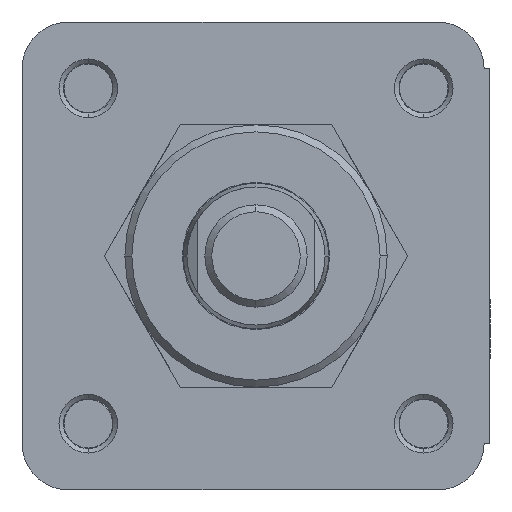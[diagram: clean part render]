
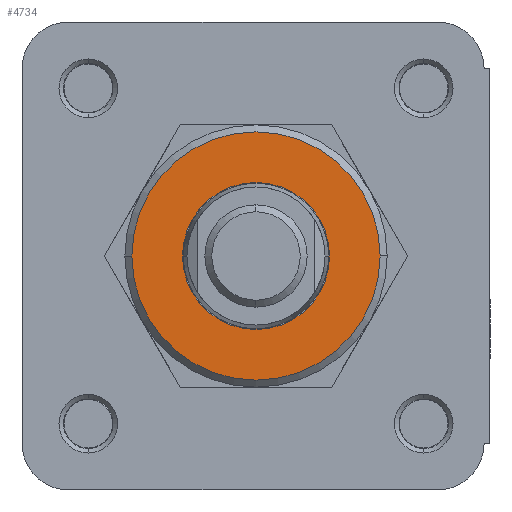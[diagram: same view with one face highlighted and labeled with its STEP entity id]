
A CAD part, left-side view. The second image highlights one B-rep face of the part: STEP entity #4734.
In plain terms, the highlighted planar face has unit normal (-1, 0, 0).
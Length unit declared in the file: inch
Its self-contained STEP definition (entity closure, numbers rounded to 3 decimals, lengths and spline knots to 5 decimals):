
#10 = AXIS2_PLACEMENT_3D ( 'NONE', #12201, #5347, #13337 ) ;
#524 = DIRECTION ( 'NONE',  ( 0., 1., 0. ) ) ;
#823 = VERTEX_POINT ( 'NONE', #9948 ) ;
#831 = VERTEX_POINT ( 'NONE', #11000 ) ;
#1460 = EDGE_CURVE ( 'NONE', #6663, #831, #7993, .T. ) ;
#1558 = CARTESIAN_POINT ( 'NONE',  ( -0.615, 0., 0. ) ) ;
#2085 = AXIS2_PLACEMENT_3D ( 'NONE', #10686, #3870, #11848 ) ;
#2223 = ORIENTED_EDGE ( 'NONE', *, *, #12277, .F. ) ;
#2684 = EDGE_CURVE ( 'NONE', #823, #14268, #9022, .T. ) ;
#2738 = DIRECTION ( 'NONE',  ( 0., 0., -1. ) ) ;
#3113 = CARTESIAN_POINT ( 'NONE',  ( -0.615, 0., 0. ) ) ;
#3870 = DIRECTION ( 'NONE',  ( 1., 0., 0. ) ) ;
#4263 = DIRECTION ( 'NONE',  ( 0., 0., -1. ) ) ;
#4414 = AXIS2_PLACEMENT_3D ( 'NONE', #14239, #7420, #524 ) ;
#4734 = ADVANCED_FACE ( 'NONE', ( #11891, #11508 ), #14058, .F. ) ;
#5347 = DIRECTION ( 'NONE',  ( 1., 0., 0. ) ) ;
#5968 = CARTESIAN_POINT ( 'NONE',  ( -0.615, 0., 0.314 ) ) ;
#6663 = VERTEX_POINT ( 'NONE', #5968 ) ;
#6855 = EDGE_CURVE ( 'NONE', #831, #6663, #9690, .T. ) ;
#7048 = AXIS2_PLACEMENT_3D ( 'NONE', #3113, #11101, #4263 ) ;
#7420 = DIRECTION ( 'NONE',  ( 1., 0., 0. ) ) ;
#7580 = EDGE_LOOP ( 'NONE', ( #10169, #10037 ) ) ;
#7993 = CIRCLE ( 'NONE', #7048, 0.314 ) ;
#9022 = CIRCLE ( 'NONE', #2085, 0.5305 ) ;
#9582 = DIRECTION ( 'NONE',  ( 1., 0., 0. ) ) ;
#9690 = CIRCLE ( 'NONE', #10, 0.314 ) ;
#9948 = CARTESIAN_POINT ( 'NONE',  ( -0.615, -0.5305, 0. ) ) ;
#10037 = ORIENTED_EDGE ( 'NONE', *, *, #1460, .T. ) ;
#10169 = ORIENTED_EDGE ( 'NONE', *, *, #6855, .T. ) ;
#10686 = CARTESIAN_POINT ( 'NONE',  ( -0.615, 0., 0. ) ) ;
#11000 = CARTESIAN_POINT ( 'NONE',  ( -0.615, 0., -0.314 ) ) ;
#11101 = DIRECTION ( 'NONE',  ( 1., 0., 0. ) ) ;
#11498 = AXIS2_PLACEMENT_3D ( 'NONE', #1558, #9582, #2738 ) ;
#11508 = FACE_OUTER_BOUND ( 'NONE', #14653, .T. ) ;
#11692 = CARTESIAN_POINT ( 'NONE',  ( -0.615, 0.5305, 0. ) ) ;
#11848 = DIRECTION ( 'NONE',  ( 0., 1., 0. ) ) ;
#11891 = FACE_BOUND ( 'NONE', #7580, .T. ) ;
#12201 = CARTESIAN_POINT ( 'NONE',  ( -0.615, 0., 0. ) ) ;
#12277 = EDGE_CURVE ( 'NONE', #14268, #823, #12525, .T. ) ;
#12525 = CIRCLE ( 'NONE', #4414, 0.5305 ) ;
#12915 = ORIENTED_EDGE ( 'NONE', *, *, #2684, .F. ) ;
#13337 = DIRECTION ( 'NONE',  ( 0., 0., -1. ) ) ;
#14058 = PLANE ( 'NONE',  #11498 ) ;
#14239 = CARTESIAN_POINT ( 'NONE',  ( -0.615, 0., 0. ) ) ;
#14268 = VERTEX_POINT ( 'NONE', #11692 ) ;
#14653 = EDGE_LOOP ( 'NONE', ( #2223, #12915 ) ) ;
